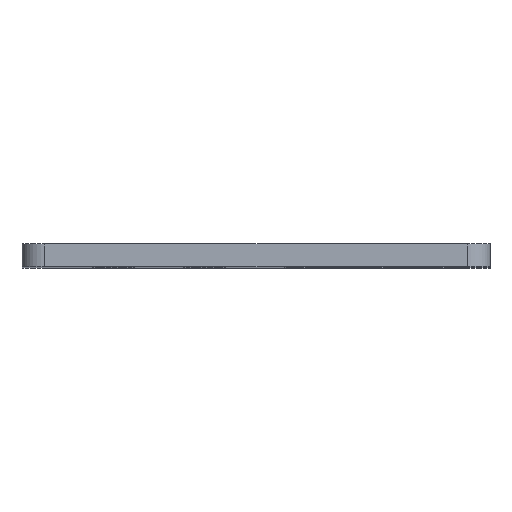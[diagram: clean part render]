
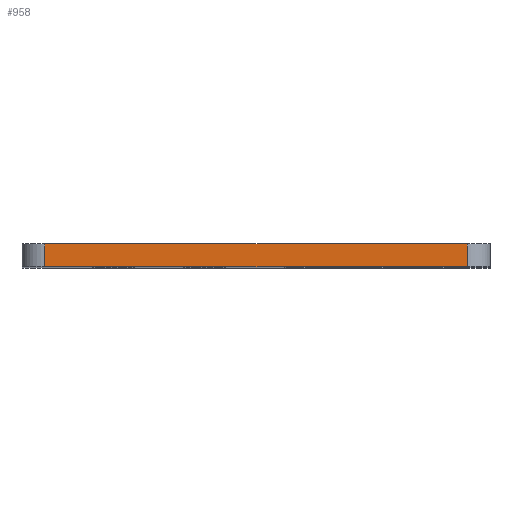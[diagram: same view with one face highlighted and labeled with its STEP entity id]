
A CAD part, top view. The second image highlights one B-rep face of the part: STEP entity #958.
In plain terms, the highlighted planar face has unit normal (0, 0, 1).
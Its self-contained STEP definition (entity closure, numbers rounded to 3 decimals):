
#91 = AXIS2_PLACEMENT_3D ( 'NONE', #238, #215, #210 ) ;
#133 = DIRECTION ( 'NONE',  ( 0., -1., 0. ) ) ;
#134 = CARTESIAN_POINT ( 'NONE',  ( 2., 2., 0. ) ) ;
#148 = CARTESIAN_POINT ( 'NONE',  ( 0., 0., 0. ) ) ;
#152 = DIRECTION ( 'NONE',  ( 1., 0., 0. ) ) ;
#210 = DIRECTION ( 'NONE',  ( -1., 0., 0. ) ) ;
#215 = DIRECTION ( 'NONE',  ( 0., 0., -1. ) ) ;
#238 = CARTESIAN_POINT ( 'NONE',  ( 0., 2., 0. ) ) ;
#254 = VECTOR ( 'NONE', #133, 1000. ) ;
#258 = LINE ( 'NONE', #134, #254 ) ;
#262 = VECTOR ( 'NONE', #152, 1000. ) ;
#264 = PLANE ( 'NONE',  #91 ) ;
#266 = LINE ( 'NONE', #148, #262 ) ;
#277 = FACE_OUTER_BOUND ( 'NONE', #742, .T. ) ;
#395 = VERTEX_POINT ( 'NONE', #1060 ) ;
#432 = CARTESIAN_POINT ( 'NONE',  ( 2., 0., 0. ) ) ;
#441 = VERTEX_POINT ( 'NONE', #1004 ) ;
#453 = VERTEX_POINT ( 'NONE', #978 ) ;
#532 = LINE ( 'NONE', #588, #842 ) ;
#535 = CARTESIAN_POINT ( 'NONE',  ( 39., 2., 0. ) ) ;
#544 = DIRECTION ( 'NONE',  ( 0., 1., 0. ) ) ;
#548 = LINE ( 'NONE', #535, #566 ) ;
#566 = VECTOR ( 'NONE', #544, 1000. ) ;
#588 = CARTESIAN_POINT ( 'NONE',  ( 0., 2., 0. ) ) ;
#603 = DIRECTION ( 'NONE',  ( 1., 0., 0. ) ) ;
#631 = EDGE_CURVE ( 'NONE', #395, #441, #532, .T. ) ;
#667 = EDGE_CURVE ( 'NONE', #453, #441, #548, .T. ) ;
#707 = VERTEX_POINT ( 'NONE', #432 ) ;
#742 = EDGE_LOOP ( 'NONE', ( #1048, #751, #977, #897 ) ) ;
#751 = ORIENTED_EDGE ( 'NONE', *, *, #667, .T. ) ;
#842 = VECTOR ( 'NONE', #603, 1000. ) ;
#897 = ORIENTED_EDGE ( 'NONE', *, *, #1056, .T. ) ;
#958 = ADVANCED_FACE ( 'NONE', ( #277 ), #264, .F. ) ;
#977 = ORIENTED_EDGE ( 'NONE', *, *, #631, .F. ) ;
#978 = CARTESIAN_POINT ( 'NONE',  ( 39., 0., 0. ) ) ;
#1004 = CARTESIAN_POINT ( 'NONE',  ( 39., 2., 0. ) ) ;
#1046 = EDGE_CURVE ( 'NONE', #707, #453, #266, .T. ) ;
#1048 = ORIENTED_EDGE ( 'NONE', *, *, #1046, .T. ) ;
#1056 = EDGE_CURVE ( 'NONE', #395, #707, #258, .T. ) ;
#1060 = CARTESIAN_POINT ( 'NONE',  ( 2., 2., 0. ) ) ;
